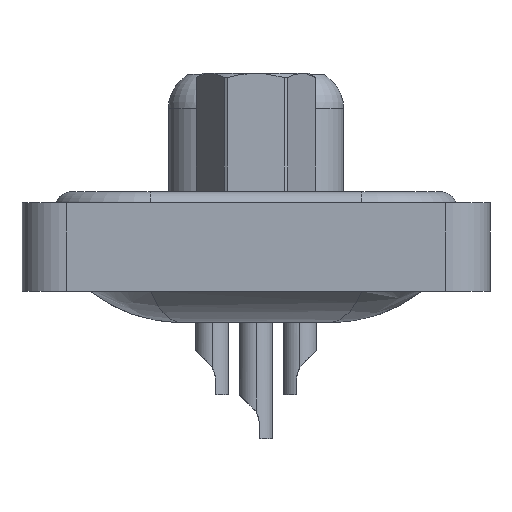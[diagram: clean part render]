
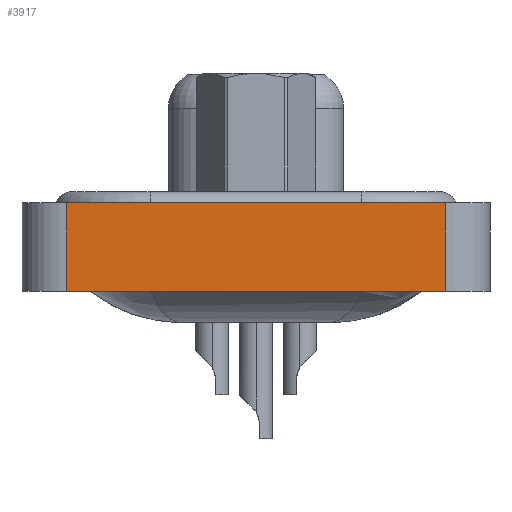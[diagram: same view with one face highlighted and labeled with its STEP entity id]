
A CAD part, left-side view. The second image highlights one B-rep face of the part: STEP entity #3917.
In plain terms, the highlighted planar face has unit normal (-1, 0, 0).
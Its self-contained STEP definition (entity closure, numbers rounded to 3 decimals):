
#54 = FACE_OUTER_BOUND ( 'NONE', #25657, .T. ) ;
#1194 = VERTEX_POINT ( 'NONE', #20074 ) ;
#1462 = VERTEX_POINT ( 'NONE', #20595 ) ;
#3673 = DIRECTION ( 'NONE',  ( 0., 0., 1. ) ) ;
#3711 = DIRECTION ( 'NONE',  ( 0., 0., 1. ) ) ;
#3917 = ADVANCED_FACE ( 'NONE', ( #54 ), #18481, .T. ) ;
#4229 = DIRECTION ( 'NONE',  ( 0., -1., 0. ) ) ;
#4329 = ORIENTED_EDGE ( 'NONE', *, *, #4533, .T. ) ;
#4533 = EDGE_CURVE ( 'NONE', #7860, #1194, #7263, .T. ) ;
#5062 = EDGE_CURVE ( 'NONE', #1194, #1462, #12570, .T. ) ;
#5998 = VECTOR ( 'NONE', #4229, 1000. ) ;
#6543 = CARTESIAN_POINT ( 'NONE',  ( -7.26, -8.55, -3.6 ) ) ;
#6621 = VECTOR ( 'NONE', #3673, 1000. ) ;
#7263 = LINE ( 'NONE', #20184, #5998 ) ;
#7860 = VERTEX_POINT ( 'NONE', #11393 ) ;
#8823 = DIRECTION ( 'NONE',  ( 0., -1., 0. ) ) ;
#8909 = ORIENTED_EDGE ( 'NONE', *, *, #5062, .T. ) ;
#10753 = CARTESIAN_POINT ( 'NONE',  ( -7.26, -8.55, 0.4 ) ) ;
#10896 = ORIENTED_EDGE ( 'NONE', *, *, #12270, .F. ) ;
#11393 = CARTESIAN_POINT ( 'NONE',  ( -7.26, 8.55, -3.6 ) ) ;
#12270 = EDGE_CURVE ( 'NONE', #23296, #1462, #25232, .T. ) ;
#12570 = LINE ( 'NONE', #25563, #6621 ) ;
#12579 = DIRECTION ( 'NONE',  ( 0., 0., 1. ) ) ;
#13600 = CARTESIAN_POINT ( 'NONE',  ( -7.26, 8.55, 0.4 ) ) ;
#15646 = CARTESIAN_POINT ( 'NONE',  ( -7.26, 8.55, -3.6 ) ) ;
#18481 = PLANE ( 'NONE',  #22542 ) ;
#19620 = EDGE_CURVE ( 'NONE', #7860, #23296, #23976, .T. ) ;
#19915 = VECTOR ( 'NONE', #8823, 1000. ) ;
#20074 = CARTESIAN_POINT ( 'NONE',  ( -7.26, -8.55, -3.6 ) ) ;
#20184 = CARTESIAN_POINT ( 'NONE',  ( -7.26, -8.55, -3.6 ) ) ;
#20595 = CARTESIAN_POINT ( 'NONE',  ( -7.26, -8.55, 0.4 ) ) ;
#22542 = AXIS2_PLACEMENT_3D ( 'NONE', #6543, #24508, #12579 ) ;
#23296 = VERTEX_POINT ( 'NONE', #13600 ) ;
#23346 = VECTOR ( 'NONE', #3711, 1000. ) ;
#23976 = LINE ( 'NONE', #15646, #23346 ) ;
#24009 = ORIENTED_EDGE ( 'NONE', *, *, #19620, .F. ) ;
#24508 = DIRECTION ( 'NONE',  ( -1., 0., 0. ) ) ;
#25232 = LINE ( 'NONE', #10753, #19915 ) ;
#25563 = CARTESIAN_POINT ( 'NONE',  ( -7.26, -8.55, -3.6 ) ) ;
#25657 = EDGE_LOOP ( 'NONE', ( #8909, #10896, #24009, #4329 ) ) ;
